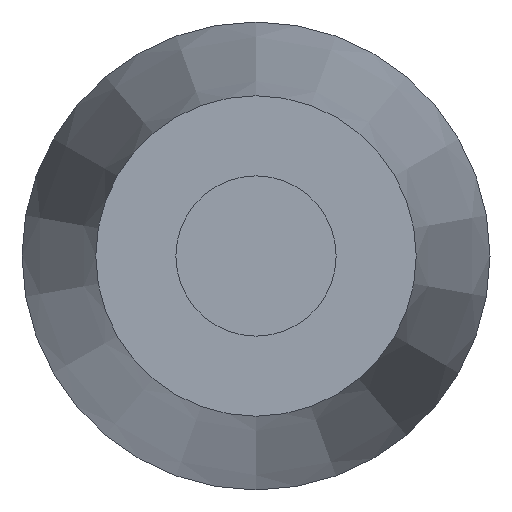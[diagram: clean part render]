
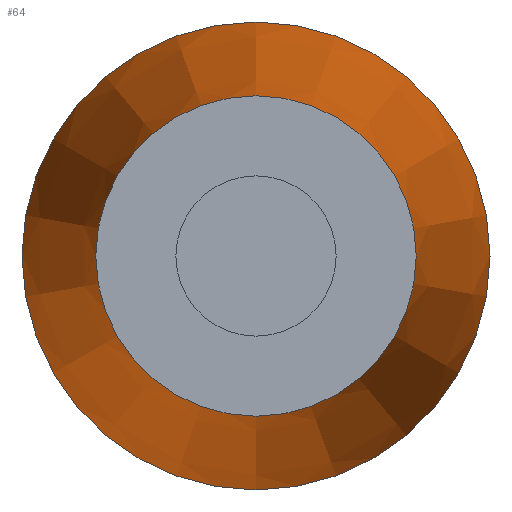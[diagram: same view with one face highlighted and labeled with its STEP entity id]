
A CAD part, front view. The second image highlights one B-rep face of the part: STEP entity #64.
In plain terms, the highlighted conical face has half-angle 7 degrees and reference radius 4 mm.
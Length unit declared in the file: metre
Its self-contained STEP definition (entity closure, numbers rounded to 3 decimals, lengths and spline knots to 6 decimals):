
#15=CONICAL_SURFACE('',#85,0.004,0.122);
#18=ORIENTED_EDGE('',*,*,#28,.T.);
#19=ORIENTED_EDGE('',*,*,#29,.F.);
#28=EDGE_CURVE('',#33,#33,#38,.T.);
#29=EDGE_CURVE('',#34,#34,#39,.T.);
#33=VERTEX_POINT('',#125);
#34=VERTEX_POINT('',#127);
#38=CIRCLE('',#86,0.004);
#39=CIRCLE('',#87,0.005842);
#43=EDGE_LOOP('',(#18));
#44=EDGE_LOOP('',(#19));
#53=FACE_BOUND('',#43,.T.);
#54=FACE_BOUND('',#44,.T.);
#64=ADVANCED_FACE('',(#53,#54),#15,.T.);
#85=AXIS2_PLACEMENT_3D('',#123,#101,#102);
#86=AXIS2_PLACEMENT_3D('',#124,#103,#104);
#87=AXIS2_PLACEMENT_3D('',#126,#105,#106);
#101=DIRECTION('',(0.,1.,0.));
#102=DIRECTION('',(0.,0.,1.));
#103=DIRECTION('',(0.,1.,0.));
#104=DIRECTION('',(0.,0.,1.));
#105=DIRECTION('',(0.,1.,0.));
#106=DIRECTION('',(0.,0.,1.));
#123=CARTESIAN_POINT('',(0.08187,0.01232,-0.008));
#124=CARTESIAN_POINT('',(0.08187,0.01232,-0.008));
#125=CARTESIAN_POINT('',(0.08187,0.01232,-0.004));
#126=CARTESIAN_POINT('',(0.08187,0.02732,-0.008));
#127=CARTESIAN_POINT('',(0.08187,0.02732,-0.002158));
